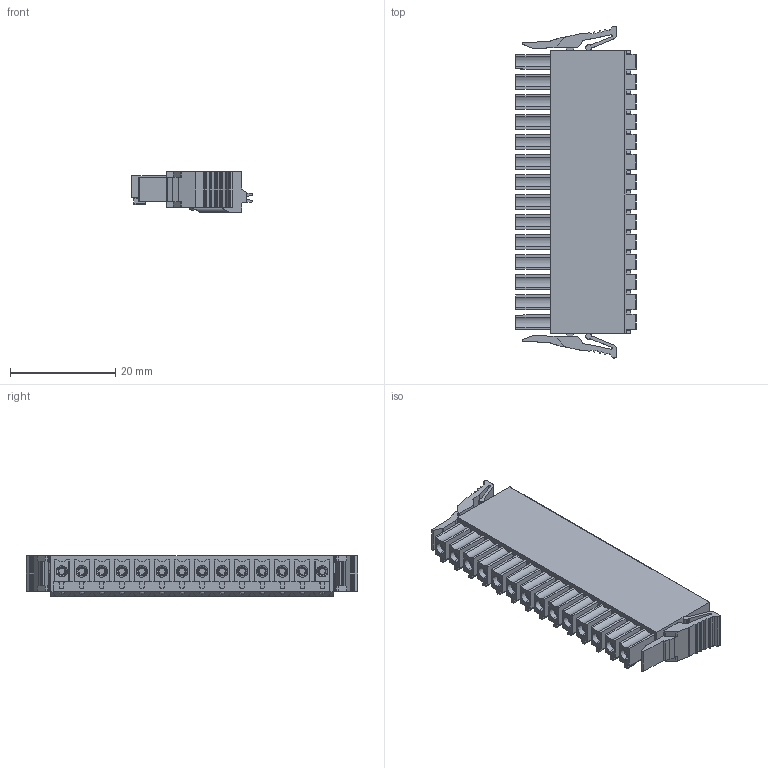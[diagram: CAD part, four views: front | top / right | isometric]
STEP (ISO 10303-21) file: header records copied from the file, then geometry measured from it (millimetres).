
FILE_DESCRIPTION((''),'2;1');
FILE_NAME('TLPSL-107-04P-X','2024-09-24T',('sheji'),(''),'PRO/ENGINEER BY PARAMETRIC TECHNOLOGY CORPORATION, 2015240','PRO/ENGINEER BY PARAMETRIC TECHNOLOGY CORPORATION, 2015240','');
FILE_SCHEMA(('CONFIG_CONTROL_DESIGN'));
Length unit declared in the file: millimetre
Products named in the file (1): TLPSL-107-04P-X
Bounding box: 22.9 x 63.14 x 7.75 mm (x, y, z)
Volume: 6740.8 mm3; surface area: 5644.9 mm2
Topology: 1 solids, 1 shells, 1064 faces, 2972 edges, 1971 vertices
Faces by surface type: plane 554, cylinder 368, cone 84, torus 28, sphere 24, bspline 6
Entity records: 35172 total; most frequent: CARTESIAN_POINT 7035, DIRECTION 5991, ORIENTED_EDGE 5920, EDGE_CURVE 2960, AXIS2_PLACEMENT_3D 2098, VERTEX_POINT 1971, VECTOR 1795, LINE 1795
